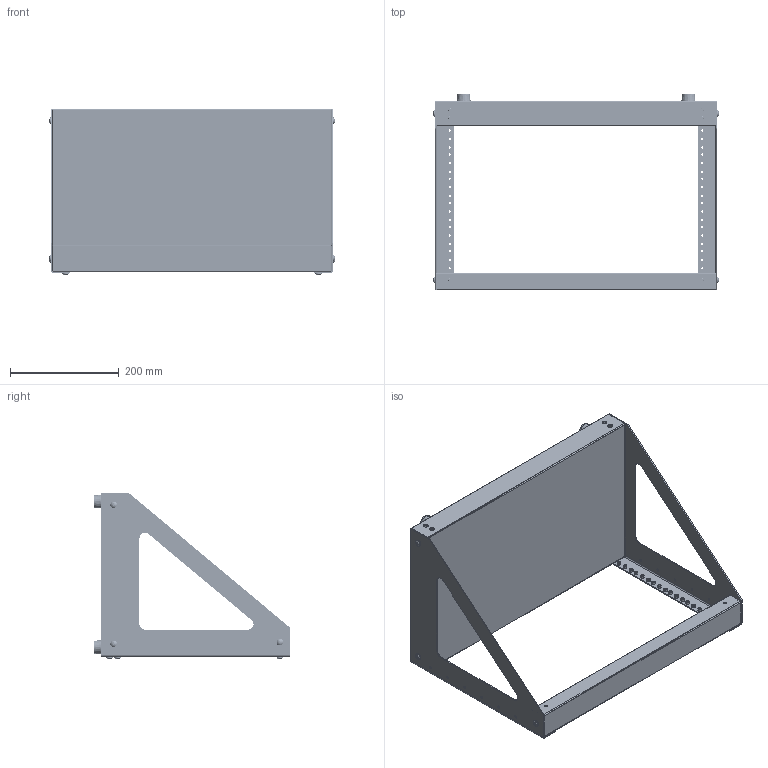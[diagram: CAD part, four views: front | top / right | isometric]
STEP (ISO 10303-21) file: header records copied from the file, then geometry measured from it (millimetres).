
FILE_DESCRIPTION (( 'STEP AP214' ), '1' );
FILE_NAME ('10-32_6U.STEP', '2021-08-03T08:08:32', ( '' ), ( '' ), 'SwSTEP 2.0', 'SolidWorks 2016', '' );
FILE_SCHEMA (( 'AUTOMOTIVE_DESIGN' ));
Length unit declared in the file: millimetre
Products named in the file (14): M6℅12坋趼攫芛蹟隊; 噩砃噩砃M4X8LS; 噩砃M4X8LS; M4X8LS; 噩砃M6-2揤穩蹟譫; M6-2揤穩蹟譫; 00_2; 00; 0_3; 0_2; 0; 2POST_20210604_10-32_ASM; 10-32_6U; M6楊擘蹟簽
Assembly tree (37 placements, depth 2):
  10-32_6U
    2POST_20210604_10-32_ASM
    0
    0_2
    0_3
    00  x4
    00_2
    M6-2揤穩蹟譫  x4
    噩砃M6-2揤穩蹟譫  x4
    M4X8LS
    噩砃M4X8LS  x2
    噩砃噩砃M4X8LS
    M6℅12坋趼攫芛蹟隊  x12
    M6楊擘蹟簽  x4
Bounding box: 526.63 x 359.16 x 306.31 mm (x, y, z)
Volume: 736080.7 mm3; surface area: 930981.8 mm2
Topology: 32 solids, 37 shells, 2467 faces, 7192 edges, 4878 vertices
Faces by surface type: cylinder 1286, plane 797, bspline 216, torus 72, cone 72, sphere 24
Entity records: 67036 total; most frequent: CARTESIAN_POINT 40356, ORIENTED_EDGE 5537, DIRECTION 4877, EDGE_CURVE 2778, AXIS2_PLACEMENT_3D 1924, VERTEX_POINT 1829, EDGE_LOOP 1251, LINE 1029
